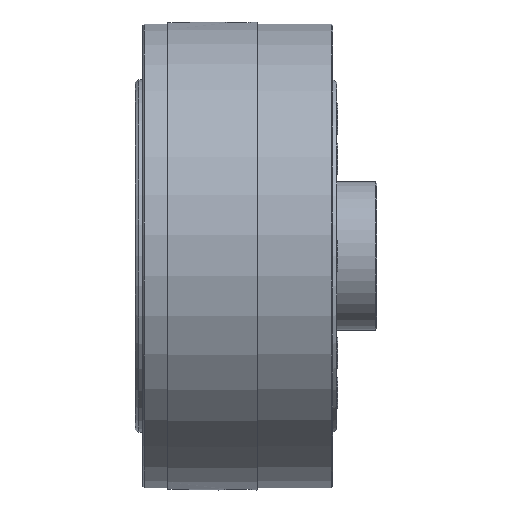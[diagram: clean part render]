
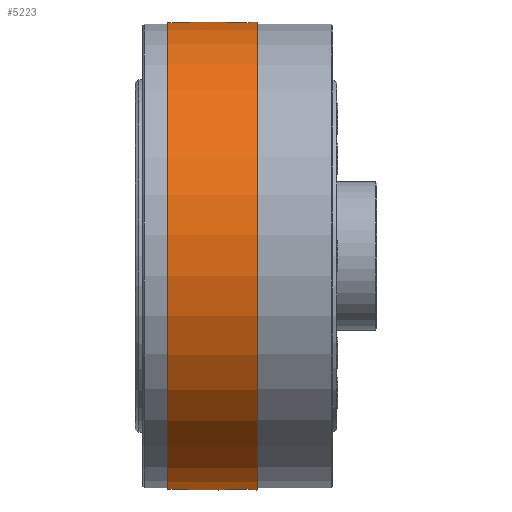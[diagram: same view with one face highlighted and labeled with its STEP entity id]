
A CAD part, top view. The second image highlights one B-rep face of the part: STEP entity #5223.
In plain terms, the highlighted cylindrical face has radius 93 mm (diameter 186 mm), a full revolution.
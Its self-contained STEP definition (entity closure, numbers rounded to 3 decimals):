
#14=B_SPLINE_CURVE_WITH_KNOTS('',3,(#8745,#8746,#8747,#8748,#8749,#8750,
#8751,#8752,#8753,#8754,#8755,#8756,#8757,#8758,#8759,#8760,#8761,#8762),
 .UNSPECIFIED.,.F.,.F.,(4,2,2,2,2,2,2,2,4),(1.131,1.413,
1.696,1.979,2.261,2.544,2.826,
3.109,3.392),.UNSPECIFIED.);
#15=B_SPLINE_CURVE_WITH_KNOTS('',3,(#8763,#8764,#8765,#8766,#8767,#8768,
#8769,#8770,#8771,#8772,#8773,#8774,#8775,#8776,#8777,#8778,#8779,#8780,
#8781),.UNSPECIFIED.,.F.,.F.,(4,2,2,2,3,2,2,2,4),(3.392,3.674,
3.957,4.24,4.522,4.805,5.088,
5.37,5.653),.UNSPECIFIED.);
#17=B_SPLINE_CURVE_WITH_KNOTS('',3,(#8824,#8825,#8826,#8827,#8828,#8829,
#8830,#8831,#8832,#8833,#8834,#8835,#8836,#8837,#8838,#8839,#8840,#8841),
 .UNSPECIFIED.,.F.,.F.,(4,2,2,2,2,2,2,2,4),(1.131,1.413,
1.696,1.979,2.261,2.544,2.826,
3.109,3.392),.UNSPECIFIED.);
#18=B_SPLINE_CURVE_WITH_KNOTS('',3,(#8842,#8843,#8844,#8845,#8846,#8847,
#8848,#8849,#8850,#8851,#8852,#8853,#8854,#8855,#8856,#8857,#8858,#8859,
#8860),.UNSPECIFIED.,.F.,.F.,(4,2,2,2,3,2,2,2,4),(3.392,3.674,
3.957,4.24,4.522,4.805,5.088,
5.37,5.653),.UNSPECIFIED.);
#479=CYLINDRICAL_SURFACE('',#5875,93.);
#844=FACE_BOUND('',#1897,.T.);
#845=FACE_BOUND('',#1898,.T.);
#846=FACE_BOUND('',#1899,.T.);
#1246=FACE_OUTER_BOUND('',#1896,.T.);
#1896=EDGE_LOOP('',(#4216));
#1897=EDGE_LOOP('',(#4217,#4218));
#1898=EDGE_LOOP('',(#4219,#4220));
#1899=EDGE_LOOP('',(#4221));
#2290=CIRCLE('',#5872,93.);
#2291=CIRCLE('',#5874,93.);
#2717=VERTEX_POINT('',#8743);
#2718=VERTEX_POINT('',#8744);
#2721=VERTEX_POINT('',#8822);
#2722=VERTEX_POINT('',#8823);
#2734=VERTEX_POINT('',#8945);
#2735=VERTEX_POINT('',#8948);
#3233=EDGE_CURVE('',#2717,#2718,#14,.T.);
#3234=EDGE_CURVE('',#2718,#2717,#15,.T.);
#3237=EDGE_CURVE('',#2721,#2722,#17,.T.);
#3238=EDGE_CURVE('',#2722,#2721,#18,.T.);
#3250=EDGE_CURVE('',#2734,#2734,#2290,.T.);
#3251=EDGE_CURVE('',#2735,#2735,#2291,.T.);
#4216=ORIENTED_EDGE('',*,*,#3250,.T.);
#4217=ORIENTED_EDGE('',*,*,#3233,.T.);
#4218=ORIENTED_EDGE('',*,*,#3234,.T.);
#4219=ORIENTED_EDGE('',*,*,#3237,.T.);
#4220=ORIENTED_EDGE('',*,*,#3238,.T.);
#4221=ORIENTED_EDGE('',*,*,#3251,.T.);
#5223=ADVANCED_FACE('',(#1246,#844,#845,#846),#479,.T.);
#5872=AXIS2_PLACEMENT_3D('',#8946,#7311,#7312);
#5874=AXIS2_PLACEMENT_3D('',#8949,#7315,#7316);
#5875=AXIS2_PLACEMENT_3D('',#8950,#7317,#7318);
#7311=DIRECTION('center_axis',(-1.,0.,0.));
#7312=DIRECTION('ref_axis',(0.,-0.966,-0.259));
#7315=DIRECTION('center_axis',(1.,0.,0.));
#7316=DIRECTION('ref_axis',(0.,-0.966,-0.259));
#7317=DIRECTION('center_axis',(1.,0.,0.));
#7318=DIRECTION('ref_axis',(0.,-0.966,-0.259));
#8743=CARTESIAN_POINT('',(33.25,-93.,0.));
#8744=CARTESIAN_POINT('',(48.25,-93.,0.));
#8745=CARTESIAN_POINT('Ctrl Pts',(33.25,-93.,0.));
#8746=CARTESIAN_POINT('Ctrl Pts',(33.25,-93.,0.942));
#8747=CARTESIAN_POINT('Ctrl Pts',(33.438,-92.984,1.947));
#8748=CARTESIAN_POINT('Ctrl Pts',(34.204,-92.927,3.795));
#8749=CARTESIAN_POINT('Ctrl Pts',(34.781,-92.887,4.638));
#8750=CARTESIAN_POINT('Ctrl Pts',(36.112,-92.811,5.969));
#8751=CARTESIAN_POINT('Ctrl Pts',(36.955,-92.77,6.546));
#8752=CARTESIAN_POINT('Ctrl Pts',(38.803,-92.713,7.312));
#8753=CARTESIAN_POINT('Ctrl Pts',(39.808,-92.697,7.5));
#8754=CARTESIAN_POINT('Ctrl Pts',(41.692,-92.697,7.5));
#8755=CARTESIAN_POINT('Ctrl Pts',(42.697,-92.713,7.312));
#8756=CARTESIAN_POINT('Ctrl Pts',(44.545,-92.77,6.546));
#8757=CARTESIAN_POINT('Ctrl Pts',(45.388,-92.811,5.969));
#8758=CARTESIAN_POINT('Ctrl Pts',(46.719,-92.887,4.638));
#8759=CARTESIAN_POINT('Ctrl Pts',(47.296,-92.927,3.795));
#8760=CARTESIAN_POINT('Ctrl Pts',(48.062,-92.984,1.947));
#8761=CARTESIAN_POINT('Ctrl Pts',(48.25,-93.,0.942));
#8762=CARTESIAN_POINT('Ctrl Pts',(48.25,-93.,0.));
#8763=CARTESIAN_POINT('Ctrl Pts',(48.25,-93.,0.));
#8764=CARTESIAN_POINT('Ctrl Pts',(48.25,-93.,-0.942));
#8765=CARTESIAN_POINT('Ctrl Pts',(48.062,-92.984,-1.947));
#8766=CARTESIAN_POINT('Ctrl Pts',(47.296,-92.927,-3.795));
#8767=CARTESIAN_POINT('Ctrl Pts',(46.719,-92.887,-4.638));
#8768=CARTESIAN_POINT('Ctrl Pts',(45.388,-92.811,-5.969));
#8769=CARTESIAN_POINT('Ctrl Pts',(44.545,-92.77,-6.546));
#8770=CARTESIAN_POINT('Ctrl Pts',(42.697,-92.713,-7.312));
#8771=CARTESIAN_POINT('Ctrl Pts',(41.692,-92.697,-7.5));
#8772=CARTESIAN_POINT('Ctrl Pts',(40.75,-92.697,-7.5));
#8773=CARTESIAN_POINT('Ctrl Pts',(39.808,-92.697,-7.5));
#8774=CARTESIAN_POINT('Ctrl Pts',(38.803,-92.713,-7.312));
#8775=CARTESIAN_POINT('Ctrl Pts',(36.955,-92.77,-6.546));
#8776=CARTESIAN_POINT('Ctrl Pts',(36.112,-92.811,-5.969));
#8777=CARTESIAN_POINT('Ctrl Pts',(34.781,-92.887,-4.638));
#8778=CARTESIAN_POINT('Ctrl Pts',(34.204,-92.927,-3.795));
#8779=CARTESIAN_POINT('Ctrl Pts',(33.438,-92.984,-1.947));
#8780=CARTESIAN_POINT('Ctrl Pts',(33.25,-93.,-0.942));
#8781=CARTESIAN_POINT('Ctrl Pts',(33.25,-93.,0.));
#8822=CARTESIAN_POINT('',(33.25,93.,0.));
#8823=CARTESIAN_POINT('',(48.25,93.,0.));
#8824=CARTESIAN_POINT('Ctrl Pts',(33.25,93.,0.));
#8825=CARTESIAN_POINT('Ctrl Pts',(33.25,93.,-0.942));
#8826=CARTESIAN_POINT('Ctrl Pts',(33.438,92.984,-1.947));
#8827=CARTESIAN_POINT('Ctrl Pts',(34.204,92.927,-3.795));
#8828=CARTESIAN_POINT('Ctrl Pts',(34.781,92.887,-4.638));
#8829=CARTESIAN_POINT('Ctrl Pts',(36.112,92.811,-5.969));
#8830=CARTESIAN_POINT('Ctrl Pts',(36.955,92.77,-6.546));
#8831=CARTESIAN_POINT('Ctrl Pts',(38.803,92.713,-7.312));
#8832=CARTESIAN_POINT('Ctrl Pts',(39.808,92.697,-7.5));
#8833=CARTESIAN_POINT('Ctrl Pts',(41.692,92.697,-7.5));
#8834=CARTESIAN_POINT('Ctrl Pts',(42.697,92.713,-7.312));
#8835=CARTESIAN_POINT('Ctrl Pts',(44.545,92.77,-6.546));
#8836=CARTESIAN_POINT('Ctrl Pts',(45.388,92.811,-5.969));
#8837=CARTESIAN_POINT('Ctrl Pts',(46.719,92.887,-4.638));
#8838=CARTESIAN_POINT('Ctrl Pts',(47.296,92.927,-3.795));
#8839=CARTESIAN_POINT('Ctrl Pts',(48.062,92.984,-1.947));
#8840=CARTESIAN_POINT('Ctrl Pts',(48.25,93.,-0.942));
#8841=CARTESIAN_POINT('Ctrl Pts',(48.25,93.,0.));
#8842=CARTESIAN_POINT('Ctrl Pts',(48.25,93.,0.));
#8843=CARTESIAN_POINT('Ctrl Pts',(48.25,93.,0.942));
#8844=CARTESIAN_POINT('Ctrl Pts',(48.062,92.984,1.947));
#8845=CARTESIAN_POINT('Ctrl Pts',(47.296,92.927,3.795));
#8846=CARTESIAN_POINT('Ctrl Pts',(46.719,92.887,4.638));
#8847=CARTESIAN_POINT('Ctrl Pts',(45.388,92.811,5.969));
#8848=CARTESIAN_POINT('Ctrl Pts',(44.545,92.77,6.546));
#8849=CARTESIAN_POINT('Ctrl Pts',(42.697,92.713,7.312));
#8850=CARTESIAN_POINT('Ctrl Pts',(41.692,92.697,7.5));
#8851=CARTESIAN_POINT('Ctrl Pts',(40.75,92.697,7.5));
#8852=CARTESIAN_POINT('Ctrl Pts',(39.808,92.697,7.5));
#8853=CARTESIAN_POINT('Ctrl Pts',(38.803,92.713,7.312));
#8854=CARTESIAN_POINT('Ctrl Pts',(36.955,92.77,6.546));
#8855=CARTESIAN_POINT('Ctrl Pts',(36.112,92.811,5.969));
#8856=CARTESIAN_POINT('Ctrl Pts',(34.781,92.887,4.638));
#8857=CARTESIAN_POINT('Ctrl Pts',(34.204,92.927,3.795));
#8858=CARTESIAN_POINT('Ctrl Pts',(33.438,92.984,1.947));
#8859=CARTESIAN_POINT('Ctrl Pts',(33.25,93.,0.942));
#8860=CARTESIAN_POINT('Ctrl Pts',(33.25,93.,0.));
#8945=CARTESIAN_POINT('',(48.5,24.07,-89.831));
#8946=CARTESIAN_POINT('Origin',(48.5,0.,0.));
#8948=CARTESIAN_POINT('',(13.,-24.07,89.831));
#8949=CARTESIAN_POINT('Origin',(13.,0.,0.));
#8950=CARTESIAN_POINT('Origin',(3.,0.,0.));
